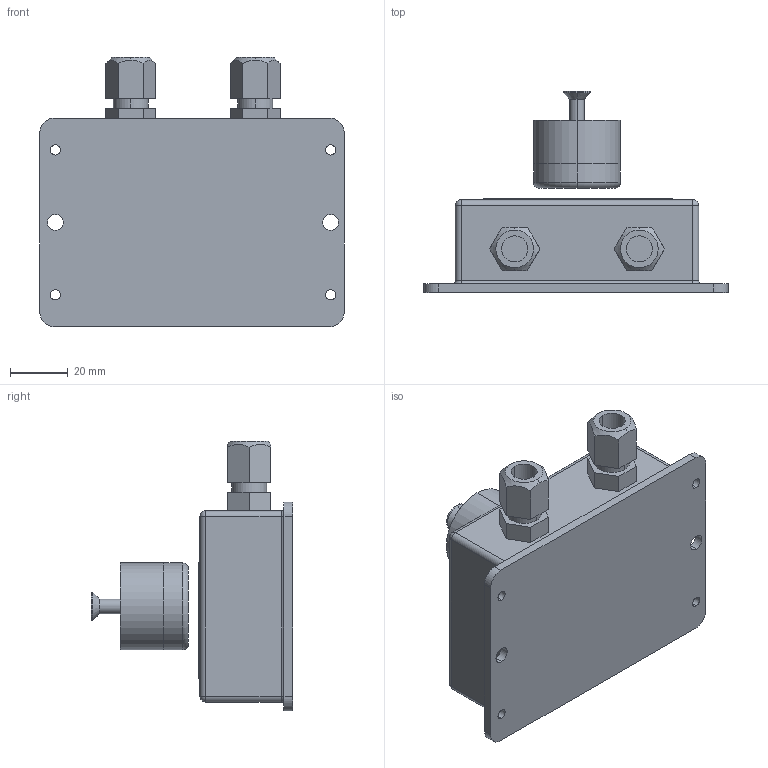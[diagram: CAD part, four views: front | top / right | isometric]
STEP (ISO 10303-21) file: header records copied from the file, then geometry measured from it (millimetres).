
FILE_DESCRIPTION (( 'STEP AP214' ), '1' );
FILE_NAME ('RFID_351985.STEP', '2015-02-20T08:40:06', ( 'Admin1' ), ( '' ), 'SwSTEP 2.0', 'SolidWorks 2014', '' );
FILE_SCHEMA (( 'AUTOMOTIVE_DESIGN' ));
Length unit declared in the file: millimetre
Products named in the file (1): RFID_351985
Bounding box: 105 x 69.5 x 93 mm (x, y, z)
Surface area: 35181.7 mm2 (no closed solid volume)
Topology: 0 solids, 7 shells, 120 faces, 302 edges, 190 vertices
Faces by surface type: plane 54, cylinder 48, torus 8, cone 6, sphere 4
Entity records: 5011 total; most frequent: CARTESIAN_POINT 753, DIRECTION 638, ORIENTED_EDGE 556, EDGE_CURVE 298, AXIS2_PLACEMENT_3D 235, VERTEX_POINT 190, LINE 168, VECTOR 168
